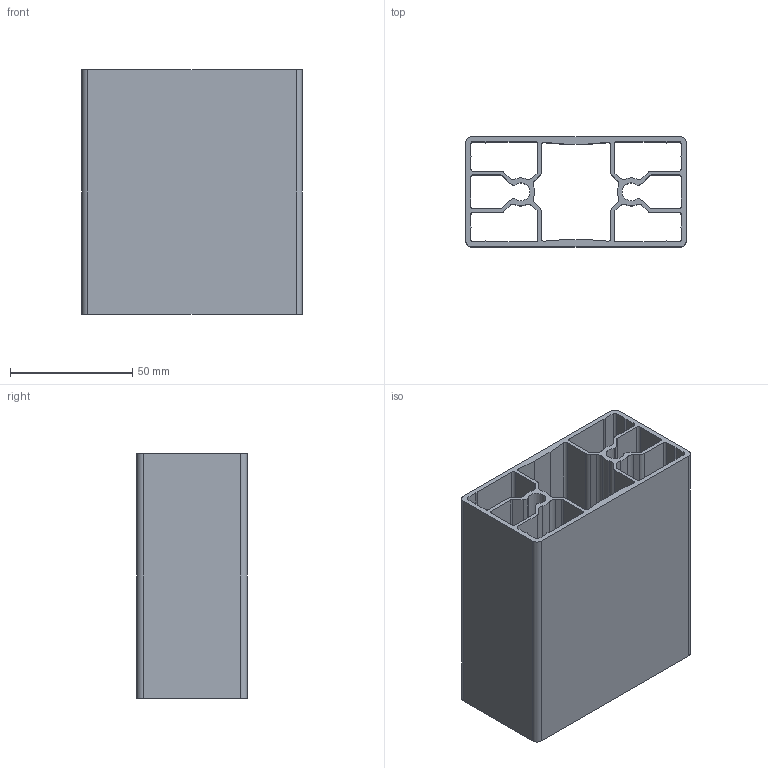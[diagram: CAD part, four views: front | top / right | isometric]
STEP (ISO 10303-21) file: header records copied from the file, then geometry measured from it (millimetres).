
FILE_DESCRIPTION(/* description */ (''),/* implementation_level */ '2;1');
FILE_NAME(/* name */ 'BPRDD0000178.stp',/* time_stamp */ '2017-07-13T11:07:07+02:00',/* author */ ('fzagni'),/* organization */ (''),/* preprocessor_version */ 'ST-DEVELOPER v16.1',/* originating_system */ 'Autodesk Inventor 2016',/* authorisation */ '');
FILE_SCHEMA (('AUTOMOTIVE_DESIGN { 1 0 10303 214 3 1 1 }'));
Length unit declared in the file: millimetre
Products named in the file (1): BPRDD0000181
Bounding box: 90 x 45 x 100 mm (x, y, z)
Volume: 88137.4 mm3; surface area: 88740.7 mm2
Topology: 1 solids, 1 shells, 150 faces, 444 edges, 296 vertices
Faces by surface type: plane 82, cylinder 68
Entity records: 5096 total; most frequent: CARTESIAN_POINT 891, ORIENTED_EDGE 888, DIRECTION 882, EDGE_CURVE 444, LINE 308, VECTOR 308, VERTEX_POINT 296, AXIS2_PLACEMENT_3D 287
